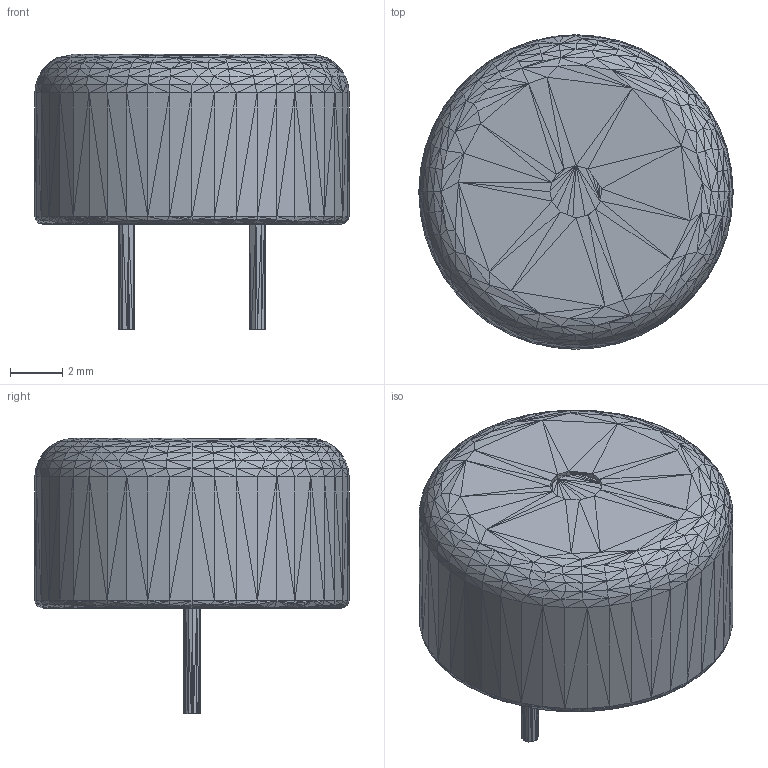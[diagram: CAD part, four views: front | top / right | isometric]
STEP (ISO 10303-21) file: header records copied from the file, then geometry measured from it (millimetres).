
FILE_DESCRIPTION(('FreeCAD Model'),'2;1');
FILE_NAME('Open CASCADE Shape Model','2023-02-27T20:16:56',('Author'),( ''),'Open CASCADE STEP processor 7.5','FreeCAD','Unknown');
FILE_SCHEMA(('AUTOMOTIVE_DESIGN { 1 0 10303 214 1 1 1 1 }'));
Products named in the file (1): buzzer001001
Bounding box: 12 x 12 x 10.53 mm (x, y, z)
Surface area: 457.3 mm2 (no closed solid volume)
Topology: 0 solids, 1146 shells, 1146 faces, 3438 edges, 3438 vertices
Faces by surface type: plane 1146
Entity records: 73363 total; most frequent: CARTESIAN_POINT 11461, DIRECTION 9170, LINE 6876, VECTOR 6876, ORIENTED_EDGE 3438, EDGE_CURVE 3438, VERTEX_POINT 3438, SURFACE_CURVE 3438
